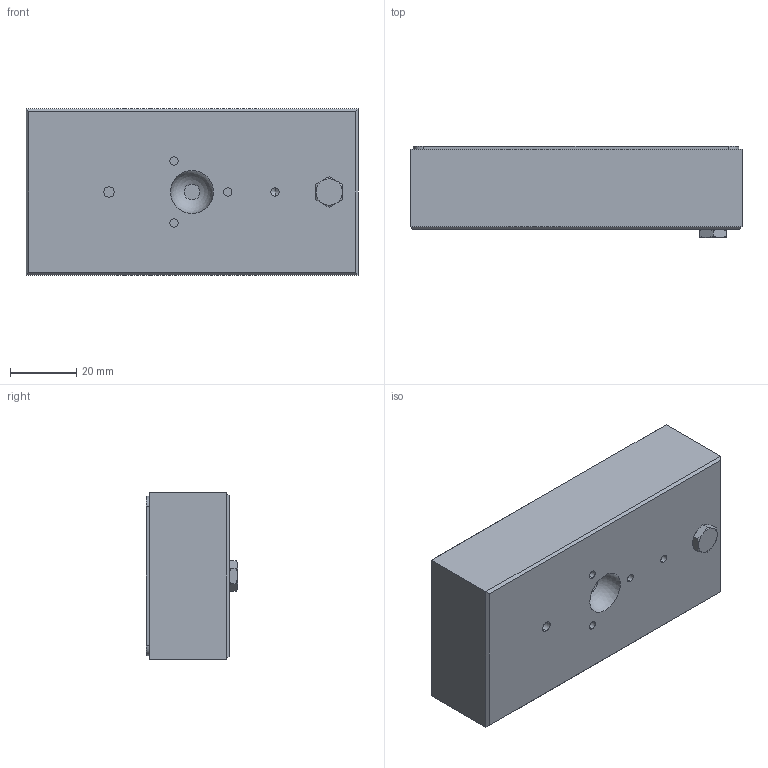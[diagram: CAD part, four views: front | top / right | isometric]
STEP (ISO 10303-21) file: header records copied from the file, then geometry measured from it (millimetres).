
FILE_DESCRIPTION (( 'STEP AP214' ), '1' );
FILE_NAME ('S125001.STEP', '2019-08-23T19:20:34', ( '' ), ( '' ), 'SwSTEP 2.0', 'SolidWorks 2019', '' );
FILE_SCHEMA (( 'AUTOMOTIVE_DESIGN' ));
Length unit declared in the file: inch
Products named in the file (1): S125001
Bounding box: 100 x 27.44 x 50.01 mm (x, y, z)
Volume: 123482.6 mm3; surface area: 29731 mm2
Topology: 3 solids, 3 shells, 82 faces, 189 edges, 117 vertices
Faces by surface type: plane 37, cylinder 32, cone 10, torus 2, sphere 1
Entity records: 3482 total; most frequent: CARTESIAN_POINT 507, DIRECTION 394, ORIENTED_EDGE 368, EDGE_CURVE 184, AXIS2_PLACEMENT_3D 150, VERTEX_POINT 117, LINE 94, VECTOR 94
